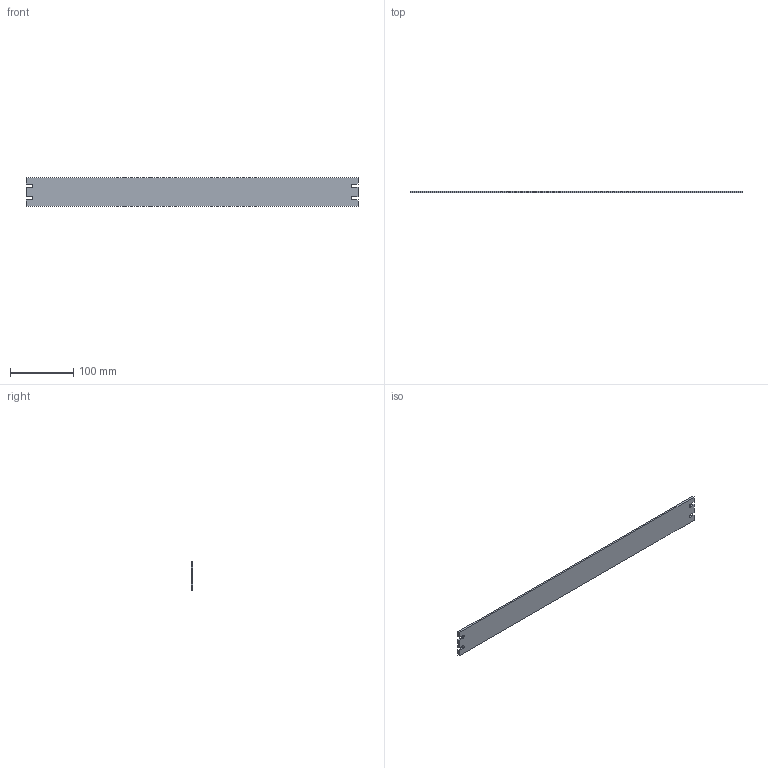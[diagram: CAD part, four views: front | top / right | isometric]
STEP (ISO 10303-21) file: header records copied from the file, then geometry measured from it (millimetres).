
FILE_DESCRIPTION (( 'STEP AP214' ), '1' );
FILE_NAME ('A251 Çàùèòíàÿ ïëàíêà 523 ìì.STEP', '2019-09-03T11:53:30', ( 'Windows User' ), ( '' ), 'SwSTEP 2.0', 'SolidWorks 2018', '' );
FILE_SCHEMA (( 'AUTOMOTIVE_DESIGN' ));
Length unit declared in the file: millimetre
Products named in the file (1): A251 Çàùèòíàÿ ïëàíêà 523 ìì
Bounding box: 523 x 3 x 44.9 mm (x, y, z)
Volume: 69802.1 mm3; surface area: 50174.7 mm2
Topology: 1 solids, 1 shells, 26 faces, 72 edges, 48 vertices
Faces by surface type: plane 18, cylinder 8
Entity records: 866 total; most frequent: CARTESIAN_POINT 147, ORIENTED_EDGE 144, DIRECTION 142, EDGE_CURVE 72, LINE 56, VECTOR 56, VERTEX_POINT 48, AXIS2_PLACEMENT_3D 43
